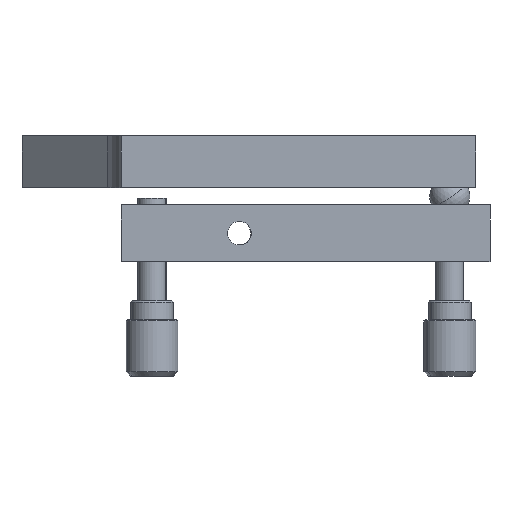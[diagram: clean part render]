
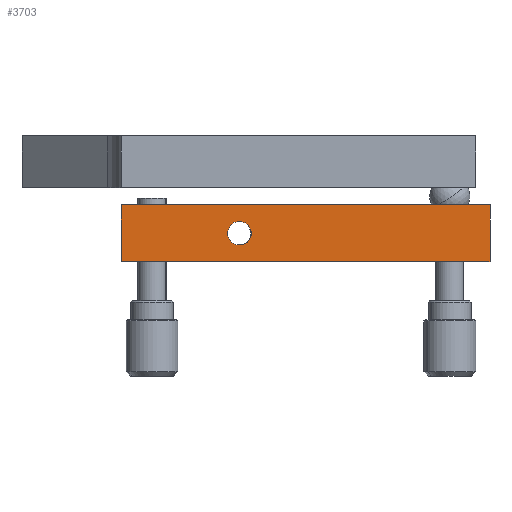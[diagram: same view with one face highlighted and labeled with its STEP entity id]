
A CAD part, front view. The second image highlights one B-rep face of the part: STEP entity #3703.
In plain terms, the highlighted planar face has unit normal (0, -1, 0).
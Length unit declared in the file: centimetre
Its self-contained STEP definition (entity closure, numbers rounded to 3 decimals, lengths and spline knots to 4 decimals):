
#766 = PLANE ( 'NONE',  #5447 ) ;
#767 = CARTESIAN_POINT ( 'NONE',  ( -3.8843, -3.5433, 0.6 ) ) ;
#768 = DIRECTION ( 'NONE',  ( 0., 1., 0. ) ) ;
#769 = DIRECTION ( 'NONE',  ( 0., 0., 1. ) ) ;
#1266 = LINE ( 'NONE', #1267, #5345 ) ;
#1267 = CARTESIAN_POINT ( 'NONE',  ( -3.8843, -3.5433, -0.6 ) ) ;
#1268 = DIRECTION ( 'NONE',  ( 1., 0., 0. ) ) ;
#3085 = AXIS2_PLACEMENT_3D ( 'NONE', #3272, #3273, #3274 ) ;
#3107 = VECTOR ( 'NONE', #3329, 100. ) ;
#3118 = AXIS2_PLACEMENT_3D ( 'NONE', #3392, #3399, #3400 ) ;
#3129 = VECTOR ( 'NONE', #3398, 100. ) ;
#3130 = VECTOR ( 'NONE', #3404, 100. ) ;
#3272 = CARTESIAN_POINT ( 'NONE',  ( -1.3843, -3.5433, 0. ) ) ;
#3273 = DIRECTION ( 'NONE',  ( 0., -1., 0. ) ) ;
#3274 = DIRECTION ( 'NONE',  ( 0., 0., -1. ) ) ;
#3327 = LINE ( 'NONE', #3328, #3107 ) ;
#3328 = CARTESIAN_POINT ( 'NONE',  ( -3.8843, -3.5433, 0.6 ) ) ;
#3329 = DIRECTION ( 'NONE',  ( 0., 0., -1. ) ) ;
#3392 = CARTESIAN_POINT ( 'NONE',  ( -1.3843, -3.5433, 0. ) ) ;
#3396 = LINE ( 'NONE', #3397, #3129 ) ;
#3397 = CARTESIAN_POINT ( 'NONE',  ( -3.8843, -3.5433, 0.6 ) ) ;
#3398 = DIRECTION ( 'NONE',  ( 1., 0., 0. ) ) ;
#3399 = DIRECTION ( 'NONE',  ( 0., -1., 0. ) ) ;
#3400 = DIRECTION ( 'NONE',  ( 0., 0., -1. ) ) ;
#3402 = LINE ( 'NONE', #3403, #3130 ) ;
#3403 = CARTESIAN_POINT ( 'NONE',  ( 3.9157, -3.5433, 0.6 ) ) ;
#3404 = DIRECTION ( 'NONE',  ( 0., 0., -1. ) ) ;
#3449 = CARTESIAN_POINT ( 'NONE',  ( -1.3843, -3.5433, 0.25 ) ) ;
#3453 = CARTESIAN_POINT ( 'NONE',  ( 3.9157, -3.5433, -0.6 ) ) ;
#3455 = CARTESIAN_POINT ( 'NONE',  ( 3.9157, -3.5433, 0.6 ) ) ;
#3462 = CARTESIAN_POINT ( 'NONE',  ( -3.8843, -3.5433, -0.6 ) ) ;
#3466 = CARTESIAN_POINT ( 'NONE',  ( -3.8843, -3.5433, 0.6 ) ) ;
#3510 = CARTESIAN_POINT ( 'NONE',  ( -1.3843, -3.5433, -0.25 ) ) ;
#3582 = CIRCLE ( 'NONE', #3118, 0.25 ) ;
#3703 = ADVANCED_FACE ( 'NONE', ( #5453, #5432 ), #766, .F. ) ;
#3854 = EDGE_CURVE ( 'NONE', #4879, #4870, #1266, .T. ) ;
#3927 = CIRCLE ( 'NONE', #3085, 0.25 ) ;
#4135 = ORIENTED_EDGE ( 'NONE', *, *, #3854, .T. ) ;
#4136 = ORIENTED_EDGE ( 'NONE', *, *, #4796, .F. ) ;
#4137 = ORIENTED_EDGE ( 'NONE', *, *, #4754, .F. ) ;
#4138 = ORIENTED_EDGE ( 'NONE', *, *, #4795, .F. ) ;
#4139 = ORIENTED_EDGE ( 'NONE', *, *, #4797, .F. ) ;
#4141 = ORIENTED_EDGE ( 'NONE', *, *, #4772, .T. ) ;
#4754 = EDGE_CURVE ( 'NONE', #4865, #5226, #3927, .T. ) ;
#4772 = EDGE_CURVE ( 'NONE', #4899, #4879, #3327, .T. ) ;
#4795 = EDGE_CURVE ( 'NONE', #4899, #4872, #3396, .T. ) ;
#4796 = EDGE_CURVE ( 'NONE', #5226, #4865, #3582, .T. ) ;
#4797 = EDGE_CURVE ( 'NONE', #4872, #4870, #3402, .T. ) ;
#4865 = VERTEX_POINT ( 'NONE', #3449 ) ;
#4870 = VERTEX_POINT ( 'NONE', #3453 ) ;
#4872 = VERTEX_POINT ( 'NONE', #3455 ) ;
#4879 = VERTEX_POINT ( 'NONE', #3462 ) ;
#4899 = VERTEX_POINT ( 'NONE', #3466 ) ;
#5038 = EDGE_LOOP ( 'NONE', ( #4136, #4137 ) ) ;
#5051 = EDGE_LOOP ( 'NONE', ( #4135, #4139, #4138, #4141 ) ) ;
#5226 = VERTEX_POINT ( 'NONE', #3510 ) ;
#5345 = VECTOR ( 'NONE', #1268, 100. ) ;
#5432 = FACE_OUTER_BOUND ( 'NONE', #5051, .T. ) ;
#5447 = AXIS2_PLACEMENT_3D ( 'NONE', #767, #768, #769 ) ;
#5453 = FACE_BOUND ( 'NONE', #5038, .T. ) ;
